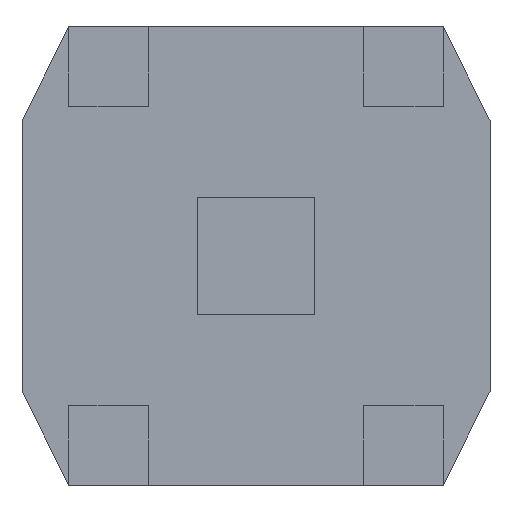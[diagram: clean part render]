
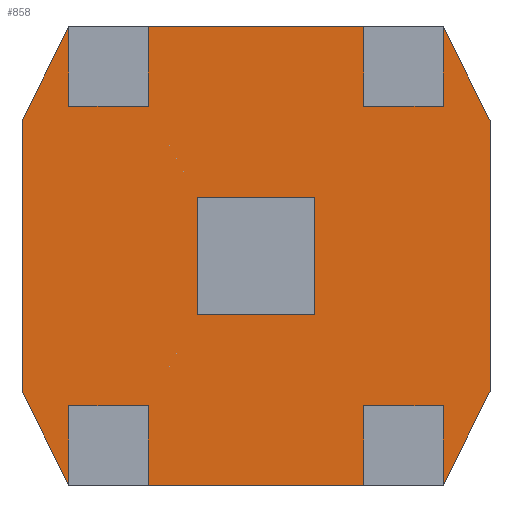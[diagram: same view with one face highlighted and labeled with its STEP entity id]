
A CAD part, front view. The second image highlights one B-rep face of the part: STEP entity #858.
In plain terms, the highlighted planar face has unit normal (0, -1, 0).
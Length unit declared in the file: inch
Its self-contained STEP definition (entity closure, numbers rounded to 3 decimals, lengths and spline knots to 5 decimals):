
#151=ORIENTED_EDGE('',*,*,#339,.T.);
#152=ORIENTED_EDGE('',*,*,#279,.F.);
#153=ORIENTED_EDGE('',*,*,#335,.T.);
#154=ORIENTED_EDGE('',*,*,#331,.T.);
#155=ORIENTED_EDGE('',*,*,#337,.T.);
#156=ORIENTED_EDGE('',*,*,#283,.F.);
#157=ORIENTED_EDGE('',*,*,#340,.F.);
#158=ORIENTED_EDGE('',*,*,#294,.T.);
#159=ORIENTED_EDGE('',*,*,#310,.T.);
#160=ORIENTED_EDGE('',*,*,#301,.F.);
#161=ORIENTED_EDGE('',*,*,#341,.F.);
#162=ORIENTED_EDGE('',*,*,#288,.T.);
#163=ORIENTED_EDGE('',*,*,#329,.T.);
#164=ORIENTED_EDGE('',*,*,#326,.T.);
#165=ORIENTED_EDGE('',*,*,#323,.T.);
#166=ORIENTED_EDGE('',*,*,#286,.T.);
#167=ORIENTED_EDGE('',*,*,#342,.T.);
#168=ORIENTED_EDGE('',*,*,#297,.F.);
#169=ORIENTED_EDGE('',*,*,#303,.T.);
#170=ORIENTED_EDGE('',*,*,#292,.T.);
#171=ORIENTED_EDGE('',*,*,#321,.F.);
#172=ORIENTED_EDGE('',*,*,#318,.F.);
#173=ORIENTED_EDGE('',*,*,#315,.F.);
#174=ORIENTED_EDGE('',*,*,#312,.F.);
#279=EDGE_CURVE('',#395,#396,#471,.T.);
#283=EDGE_CURVE('',#397,#398,#475,.T.);
#286=EDGE_CURVE('',#400,#399,#478,.T.);
#288=EDGE_CURVE('',#401,#402,#480,.T.);
#292=EDGE_CURVE('',#404,#403,#484,.T.);
#294=EDGE_CURVE('',#405,#406,#486,.T.);
#297=EDGE_CURVE('',#407,#408,#489,.T.);
#301=EDGE_CURVE('',#409,#410,#493,.T.);
#303=EDGE_CURVE('',#407,#404,#495,.T.);
#310=EDGE_CURVE('',#406,#410,#502,.T.);
#312=EDGE_CURVE('',#416,#417,#504,.T.);
#315=EDGE_CURVE('',#417,#419,#507,.T.);
#318=EDGE_CURVE('',#419,#421,#510,.T.);
#321=EDGE_CURVE('',#421,#416,#513,.T.);
#323=EDGE_CURVE('',#423,#400,#515,.T.);
#326=EDGE_CURVE('',#425,#423,#518,.T.);
#329=EDGE_CURVE('',#402,#425,#521,.T.);
#331=EDGE_CURVE('',#427,#428,#523,.T.);
#335=EDGE_CURVE('',#395,#427,#527,.T.);
#337=EDGE_CURVE('',#428,#398,#529,.T.);
#339=EDGE_CURVE('',#403,#396,#531,.T.);
#340=EDGE_CURVE('',#405,#397,#532,.T.);
#341=EDGE_CURVE('',#401,#409,#533,.T.);
#342=EDGE_CURVE('',#399,#408,#534,.T.);
#395=VERTEX_POINT('',#1206);
#396=VERTEX_POINT('',#1207);
#397=VERTEX_POINT('',#1212);
#398=VERTEX_POINT('',#1214);
#399=VERTEX_POINT('',#1218);
#400=VERTEX_POINT('',#1220);
#401=VERTEX_POINT('',#1224);
#402=VERTEX_POINT('',#1225);
#403=VERTEX_POINT('',#1230);
#404=VERTEX_POINT('',#1232);
#405=VERTEX_POINT('',#1236);
#406=VERTEX_POINT('',#1237);
#407=VERTEX_POINT('',#1242);
#408=VERTEX_POINT('',#1243);
#409=VERTEX_POINT('',#1248);
#410=VERTEX_POINT('',#1250);
#416=VERTEX_POINT('',#1269);
#417=VERTEX_POINT('',#1271);
#419=VERTEX_POINT('',#1277);
#421=VERTEX_POINT('',#1283);
#423=VERTEX_POINT('',#1292);
#425=VERTEX_POINT('',#1298);
#427=VERTEX_POINT('',#1307);
#428=VERTEX_POINT('',#1308);
#471=LINE('',#1205,#587);
#475=LINE('',#1213,#591);
#478=LINE('',#1219,#594);
#480=LINE('',#1223,#596);
#484=LINE('',#1231,#600);
#486=LINE('',#1235,#602);
#489=LINE('',#1241,#605);
#493=LINE('',#1249,#609);
#495=LINE('',#1253,#611);
#502=LINE('',#1265,#618);
#504=LINE('',#1270,#620);
#507=LINE('',#1276,#623);
#510=LINE('',#1282,#626);
#513=LINE('',#1288,#629);
#515=LINE('',#1291,#631);
#518=LINE('',#1297,#634);
#521=LINE('',#1303,#637);
#523=LINE('',#1306,#639);
#527=LINE('',#1315,#643);
#529=LINE('',#1318,#645);
#531=LINE('',#1322,#647);
#532=LINE('',#1323,#648);
#533=LINE('',#1324,#649);
#534=LINE('',#1325,#650);
#587=VECTOR('',#981,39.37008);
#591=VECTOR('',#987,39.37008);
#594=VECTOR('',#992,39.37008);
#596=VECTOR('',#996,39.37008);
#600=VECTOR('',#1002,39.37008);
#602=VECTOR('',#1006,39.37008);
#605=VECTOR('',#1011,39.37008);
#609=VECTOR('',#1017,39.37008);
#611=VECTOR('',#1021,39.37008);
#618=VECTOR('',#1030,39.37008);
#620=VECTOR('',#1034,39.37008);
#623=VECTOR('',#1039,39.37008);
#626=VECTOR('',#1044,39.37008);
#629=VECTOR('',#1049,39.37008);
#631=VECTOR('',#1053,39.37008);
#634=VECTOR('',#1058,39.37008);
#637=VECTOR('',#1063,39.37008);
#639=VECTOR('',#1067,39.37008);
#643=VECTOR('',#1073,39.37008);
#645=VECTOR('',#1077,39.37008);
#647=VECTOR('',#1083,39.37008);
#648=VECTOR('',#1084,39.37008);
#649=VECTOR('',#1085,39.37008);
#650=VECTOR('',#1086,39.37008);
#713=EDGE_LOOP('',(#151,#152,#153,#154,#155,#156,#157,#158,#159,#160,#161,
#162,#163,#164,#165,#166,#167,#168,#169,#170));
#714=EDGE_LOOP('',(#171,#172,#173,#174));
#763=FACE_BOUND('',#713,.T.);
#764=FACE_BOUND('',#714,.T.);
#812=PLANE('',#930);
#858=ADVANCED_FACE('',(#763,#764),#812,.T.);
#930=AXIS2_PLACEMENT_3D('',#1321,#1081,#1082);
#981=DIRECTION('',(0.,0.,-1.));
#987=DIRECTION('',(0.,0.,-1.));
#992=DIRECTION('',(0.,0.,-1.));
#996=DIRECTION('',(0.,0.,-1.));
#1002=DIRECTION('',(0.,0.,-1.));
#1006=DIRECTION('',(0.,0.,-1.));
#1011=DIRECTION('',(0.,0.,-1.));
#1017=DIRECTION('',(0.,0.,-1.));
#1021=DIRECTION('',(-1.,0.,0.));
#1030=DIRECTION('',(1.,0.,0.));
#1034=DIRECTION('',(1.,0.,0.));
#1039=DIRECTION('',(0.,0.,1.));
#1044=DIRECTION('',(-1.,0.,0.));
#1049=DIRECTION('',(0.,0.,-1.));
#1053=DIRECTION('',(-0.447,0.,0.894));
#1058=DIRECTION('',(0.,0.,1.));
#1063=DIRECTION('',(0.447,0.,0.894));
#1067=DIRECTION('',(0.,0.,-1.));
#1073=DIRECTION('',(-0.447,0.,-0.894));
#1077=DIRECTION('',(0.447,0.,-0.894));
#1081=DIRECTION('',(0.,-1.,0.));
#1082=DIRECTION('',(0.,0.,-1.));
#1083=DIRECTION('',(-1.,0.,0.));
#1084=DIRECTION('',(-1.,0.,0.));
#1085=DIRECTION('',(-1.,0.,0.));
#1086=DIRECTION('',(-1.,0.,0.));
#1205=CARTESIAN_POINT('',(-0.04,0.015,0.098));
#1206=CARTESIAN_POINT('',(-0.04,0.015,0.049));
#1207=CARTESIAN_POINT('',(-0.04,0.015,0.032));
#1212=CARTESIAN_POINT('',(-0.04,0.015,-0.032));
#1213=CARTESIAN_POINT('',(-0.04,0.015,0.098));
#1214=CARTESIAN_POINT('',(-0.04,0.015,-0.049));
#1218=CARTESIAN_POINT('',(0.04,0.015,0.032));
#1219=CARTESIAN_POINT('',(0.04,0.015,0.098));
#1220=CARTESIAN_POINT('',(0.04,0.015,0.049));
#1223=CARTESIAN_POINT('',(0.04,0.015,0.098));
#1224=CARTESIAN_POINT('',(0.04,0.015,-0.032));
#1225=CARTESIAN_POINT('',(0.04,0.015,-0.049));
#1230=CARTESIAN_POINT('',(-0.023,0.015,0.032));
#1231=CARTESIAN_POINT('',(-0.023,0.015,0.098));
#1232=CARTESIAN_POINT('',(-0.023,0.015,0.049));
#1235=CARTESIAN_POINT('',(-0.023,0.015,0.098));
#1236=CARTESIAN_POINT('',(-0.023,0.015,-0.032));
#1237=CARTESIAN_POINT('',(-0.023,0.015,-0.049));
#1241=CARTESIAN_POINT('',(0.023,0.015,0.098));
#1242=CARTESIAN_POINT('',(0.023,0.015,0.049));
#1243=CARTESIAN_POINT('',(0.023,0.015,0.032));
#1248=CARTESIAN_POINT('',(0.023,0.015,-0.032));
#1249=CARTESIAN_POINT('',(0.023,0.015,0.098));
#1250=CARTESIAN_POINT('',(0.023,0.015,-0.049));
#1253=CARTESIAN_POINT('',(-0.04,0.015,0.049));
#1265=CARTESIAN_POINT('',(0.04,0.015,-0.049));
#1269=CARTESIAN_POINT('',(-0.0125,0.015,-0.0125));
#1270=CARTESIAN_POINT('',(0.0125,0.015,-0.0125));
#1271=CARTESIAN_POINT('',(0.0125,0.015,-0.0125));
#1276=CARTESIAN_POINT('',(0.0125,0.015,0.0125));
#1277=CARTESIAN_POINT('',(0.0125,0.015,0.0125));
#1282=CARTESIAN_POINT('',(-0.0125,0.015,0.0125));
#1283=CARTESIAN_POINT('',(-0.0125,0.015,0.0125));
#1288=CARTESIAN_POINT('',(-0.0125,0.015,-0.0125));
#1291=CARTESIAN_POINT('',(0.04,0.015,0.049));
#1292=CARTESIAN_POINT('',(0.05,0.015,0.029));
#1297=CARTESIAN_POINT('',(0.05,0.015,0.029));
#1298=CARTESIAN_POINT('',(0.05,0.015,-0.029));
#1303=CARTESIAN_POINT('',(0.05,0.015,-0.029));
#1306=CARTESIAN_POINT('',(-0.05,0.015,-0.029));
#1307=CARTESIAN_POINT('',(-0.05,0.015,0.029));
#1308=CARTESIAN_POINT('',(-0.05,0.015,-0.029));
#1315=CARTESIAN_POINT('',(-0.05,0.015,0.029));
#1318=CARTESIAN_POINT('',(-0.04,0.015,-0.049));
#1321=CARTESIAN_POINT('',(-0.04,0.015,0.098));
#1322=CARTESIAN_POINT('',(0.1,0.015,0.032));
#1323=CARTESIAN_POINT('',(0.1,0.015,-0.032));
#1324=CARTESIAN_POINT('',(0.1,0.015,-0.032));
#1325=CARTESIAN_POINT('',(0.1,0.015,0.032));
